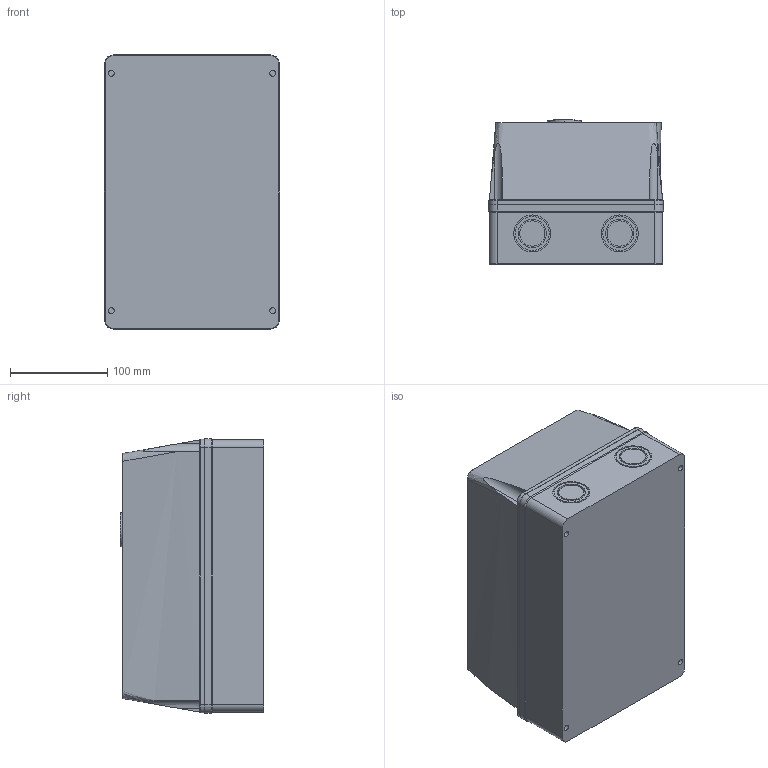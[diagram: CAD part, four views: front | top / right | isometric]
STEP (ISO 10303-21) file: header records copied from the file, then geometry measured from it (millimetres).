
FILE_DESCRIPTION (( 'STEP AP203' ), '1' );
FILE_NAME ('PESW-B40V24AX-R70.step', '2023-01-18T18:31:57', ( '' ), ( '' ), 'SwSTEP 2.0', 'SolidWorks 2021', '' );
FILE_SCHEMA (( 'CONFIG_CONTROL_DESIGN' ));
Length unit declared in the file: millimetre
Products named in the file (1): PESW-B40V24AX-R70
Bounding box: 180 x 147.9 x 282 mm (x, y, z)
Volume: 7014428.2 mm3; surface area: 232256.9 mm2
Topology: 3 solids, 3 shells, 286 faces, 676 edges, 442 vertices
Faces by surface type: cylinder 144, plane 130, cone 8, bspline 4
Entity records: 9007 total; most frequent: CARTESIAN_POINT 2373, ORIENTED_EDGE 1352, DIRECTION 1340, EDGE_CURVE 676, AXIS2_PLACEMENT_3D 455, VERTEX_POINT 442, LINE 430, VECTOR 430
